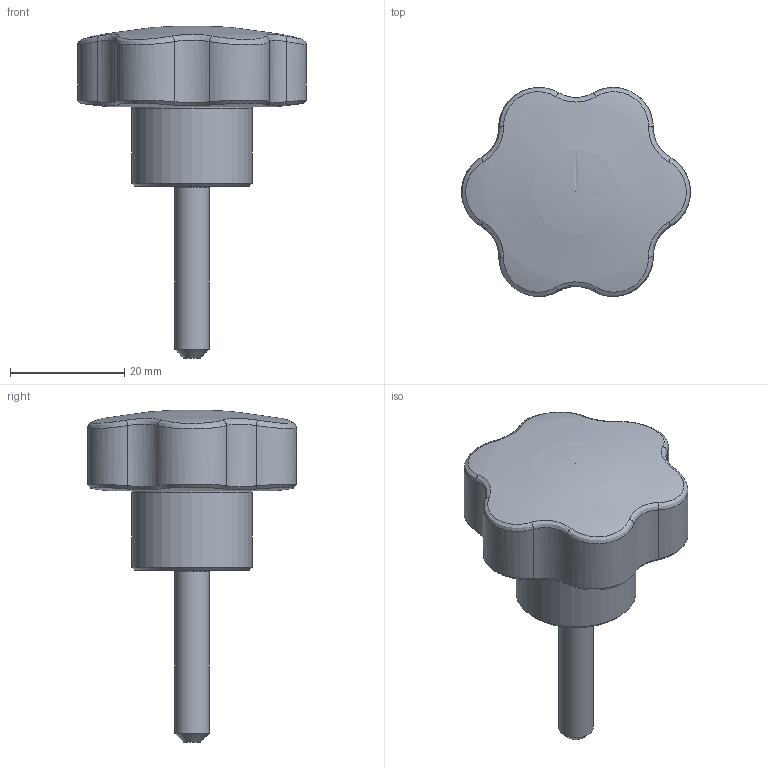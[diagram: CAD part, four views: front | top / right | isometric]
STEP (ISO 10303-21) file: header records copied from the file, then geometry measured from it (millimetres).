
FILE_DESCRIPTION( ( 'Unknown' ), '1' );
FILE_NAME( '6112147_VP40_M06x30.stp', 'Unknown', ( 'Unknown' ), ( 'Unknown' ), 'PSStep 11.0', 'Unknown', ' ' );
FILE_SCHEMA( ( 'AUTOMOTIVE_DESIGN { 1 0 10303 214 1 1 1 1 }' ) );
Length unit declared in the file: millimetre
Products named in the file (1): 6112147
Bounding box: 40 x 36.52 x 58 mm (x, y, z)
Volume: 18006.5 mm3; surface area: 6309.3 mm2
Topology: 1 solids, 2 shells, 86 faces, 208 edges, 125 vertices
Faces by surface type: cylinder 27, bspline 25, plane 21, torus 8, cone 4, revolution 1
Full cylindrical faces by diameter (mm): 6 x2, 21 x1
Entity records: 7538 total; most frequent: CARTESIAN_POINT 5128, ORIENTED_EDGE 382, DIRECTION 289, EDGE_CURVE 191, AXIS2_PLACEMENT_3D 120, VERTEX_POINT 120, EDGE_LOOP 98, FACE_OUTER_BOUND 92
